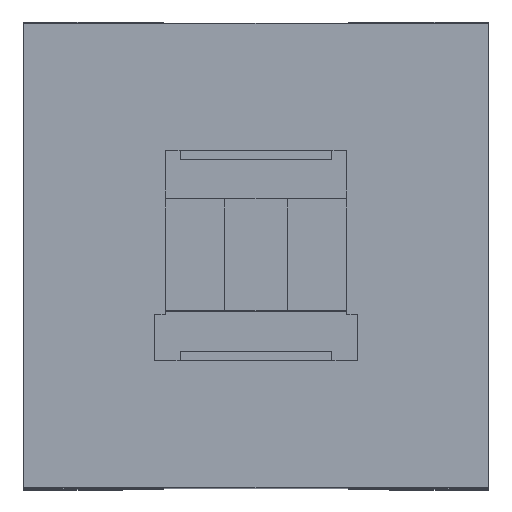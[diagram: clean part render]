
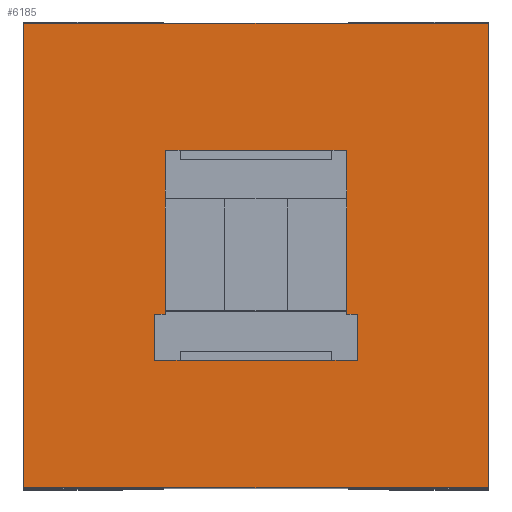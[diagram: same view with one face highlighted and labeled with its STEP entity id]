
A CAD part, top view. The second image highlights one B-rep face of the part: STEP entity #6185.
In plain terms, the highlighted planar face has unit normal (0, 0, 1).
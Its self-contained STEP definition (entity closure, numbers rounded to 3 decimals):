
#433=ORIENTED_EDGE('',*,*,#1706,.T.);
#434=ORIENTED_EDGE('',*,*,#1705,.T.);
#435=ORIENTED_EDGE('',*,*,#1707,.T.);
#436=ORIENTED_EDGE('',*,*,#1708,.T.);
#437=ORIENTED_EDGE('',*,*,#1700,.T.);
#438=ORIENTED_EDGE('',*,*,#1675,.T.);
#439=ORIENTED_EDGE('',*,*,#1709,.F.);
#440=ORIENTED_EDGE('',*,*,#1710,.F.);
#441=ORIENTED_EDGE('',*,*,#1637,.T.);
#442=ORIENTED_EDGE('',*,*,#1711,.T.);
#443=ORIENTED_EDGE('',*,*,#1712,.T.);
#444=ORIENTED_EDGE('',*,*,#1713,.T.);
#445=ORIENTED_EDGE('',*,*,#1714,.F.);
#446=ORIENTED_EDGE('',*,*,#1715,.F.);
#447=ORIENTED_EDGE('',*,*,#1716,.F.);
#448=ORIENTED_EDGE('',*,*,#1717,.F.);
#1637=EDGE_CURVE('',#2281,#2282,#2713,.T.);
#1675=EDGE_CURVE('',#2320,#2319,#2751,.T.);
#1700=EDGE_CURVE('',#2333,#2320,#2776,.T.);
#1705=EDGE_CURVE('',#2334,#2335,#2781,.T.);
#1706=EDGE_CURVE('',#2336,#2334,#2782,.T.);
#1707=EDGE_CURVE('',#2335,#2337,#2783,.T.);
#1708=EDGE_CURVE('',#2337,#2333,#2784,.T.);
#1709=EDGE_CURVE('',#2338,#2319,#2785,.T.);
#1710=EDGE_CURVE('',#2281,#2338,#2786,.T.);
#1711=EDGE_CURVE('',#2282,#2339,#2787,.T.);
#1712=EDGE_CURVE('',#2339,#2340,#2788,.T.);
#1713=EDGE_CURVE('',#2340,#2336,#2789,.T.);
#1714=EDGE_CURVE('',#2341,#2342,#2790,.T.);
#1715=EDGE_CURVE('',#2343,#2341,#2791,.T.);
#1716=EDGE_CURVE('',#2344,#2343,#2792,.T.);
#1717=EDGE_CURVE('',#2342,#2344,#2793,.T.);
#2281=VERTEX_POINT('',#7550);
#2282=VERTEX_POINT('',#7551);
#2319=VERTEX_POINT('',#7628);
#2320=VERTEX_POINT('',#7630);
#2333=VERTEX_POINT('',#7673);
#2334=VERTEX_POINT('',#7680);
#2335=VERTEX_POINT('',#7682);
#2336=VERTEX_POINT('',#7686);
#2337=VERTEX_POINT('',#7688);
#2338=VERTEX_POINT('',#7691);
#2339=VERTEX_POINT('',#7694);
#2340=VERTEX_POINT('',#7696);
#2341=VERTEX_POINT('',#7699);
#2342=VERTEX_POINT('',#7700);
#2343=VERTEX_POINT('',#7702);
#2344=VERTEX_POINT('',#7704);
#2713=LINE('',#7549,#3089);
#2751=LINE('',#7629,#3127);
#2776=LINE('',#7674,#3152);
#2781=LINE('',#7683,#3157);
#2782=LINE('',#7685,#3158);
#2783=LINE('',#7687,#3159);
#2784=LINE('',#7689,#3160);
#2785=LINE('',#7690,#3161);
#2786=LINE('',#7692,#3162);
#2787=LINE('',#7693,#3163);
#2788=LINE('',#7695,#3164);
#2789=LINE('',#7697,#3165);
#2790=LINE('',#7698,#3166);
#2791=LINE('',#7701,#3167);
#2792=LINE('',#7703,#3168);
#2793=LINE('',#7705,#3169);
#3089=VECTOR('',#6705,1000.);
#3127=VECTOR('',#6749,1000.);
#3152=VECTOR('',#6786,1000.);
#3157=VECTOR('',#6795,1000.);
#3158=VECTOR('',#6798,1000.);
#3159=VECTOR('',#6799,1000.);
#3160=VECTOR('',#6800,1000.);
#3161=VECTOR('',#6801,1000.);
#3162=VECTOR('',#6802,1000.);
#3163=VECTOR('',#6803,1000.);
#3164=VECTOR('',#6804,1000.);
#3165=VECTOR('',#6805,1000.);
#3166=VECTOR('',#6806,1000.);
#3167=VECTOR('',#6807,1000.);
#3168=VECTOR('',#6808,1000.);
#3169=VECTOR('',#6809,1000.);
#3477=EDGE_LOOP('',(#433,#434,#435,#436,#437,#438,#439,#440,#441,#442,#443,
#444));
#3478=EDGE_LOOP('',(#445,#446,#447,#448));
#3773=FACE_BOUND('',#3477,.T.);
#3774=FACE_BOUND('',#3478,.T.);
#4069=PLANE('',#6479);
#6185=ADVANCED_FACE('',(#3773,#3774),#4069,.F.);
#6479=AXIS2_PLACEMENT_3D('',#7684,#6796,#6797);
#6705=DIRECTION('',(1.,0.,0.));
#6749=DIRECTION('',(0.,1.,0.));
#6786=DIRECTION('',(-1.,0.,0.));
#6795=DIRECTION('',(0.,-1.,0.));
#6796=DIRECTION('',(0.,0.,-1.));
#6797=DIRECTION('',(-1.,0.,0.));
#6798=DIRECTION('',(1.,0.,0.));
#6799=DIRECTION('',(-1.,0.,0.));
#6800=DIRECTION('',(-1.,0.,0.));
#6801=DIRECTION('',(-1.,0.,0.));
#6802=DIRECTION('',(0.,-1.,0.));
#6803=DIRECTION('',(1.,0.,0.));
#6804=DIRECTION('',(1.,0.,0.));
#6805=DIRECTION('',(0.,-1.,0.));
#6806=DIRECTION('',(0.,1.,0.));
#6807=DIRECTION('',(-1.,0.,0.));
#6808=DIRECTION('',(0.,-1.,0.));
#6809=DIRECTION('',(1.,0.,0.));
#7549=CARTESIAN_POINT('',(-1.842,1.905,8.103));
#7550=CARTESIAN_POINT('',(-1.646,1.905,8.103));
#7551=CARTESIAN_POINT('',(-1.377,1.905,8.103));
#7628=CARTESIAN_POINT('',(-1.842,-1.074,8.103));
#7629=CARTESIAN_POINT('',(-1.842,-1.905,8.103));
#7630=CARTESIAN_POINT('',(-1.842,-1.905,8.103));
#7673=CARTESIAN_POINT('',(-1.377,-1.905,8.103));
#7674=CARTESIAN_POINT('',(1.842,-1.905,8.103));
#7680=CARTESIAN_POINT('',(1.842,-1.074,8.103));
#7682=CARTESIAN_POINT('',(1.842,-1.905,8.103));
#7683=CARTESIAN_POINT('',(1.842,1.905,8.103));
#7684=CARTESIAN_POINT('',(0.,0.,8.103));
#7685=CARTESIAN_POINT('',(1.646,-1.074,8.103));
#7686=CARTESIAN_POINT('',(1.646,-1.074,8.103));
#7687=CARTESIAN_POINT('',(1.842,-1.905,8.103));
#7688=CARTESIAN_POINT('',(1.377,-1.905,8.103));
#7689=CARTESIAN_POINT('',(0.,-1.905,8.103));
#7690=CARTESIAN_POINT('',(-1.646,-1.074,8.103));
#7691=CARTESIAN_POINT('',(-1.646,-1.074,8.103));
#7692=CARTESIAN_POINT('',(-1.646,1.905,8.103));
#7693=CARTESIAN_POINT('',(0.,1.905,8.103));
#7694=CARTESIAN_POINT('',(1.377,1.905,8.103));
#7695=CARTESIAN_POINT('',(-1.842,1.905,8.103));
#7696=CARTESIAN_POINT('',(1.646,1.905,8.103));
#7697=CARTESIAN_POINT('',(1.646,1.905,8.103));
#7698=CARTESIAN_POINT('',(-4.214,-4.242,8.103));
#7699=CARTESIAN_POINT('',(-4.214,-4.216,8.103));
#7700=CARTESIAN_POINT('',(-4.214,4.216,8.103));
#7701=CARTESIAN_POINT('',(4.216,-4.216,8.103));
#7702=CARTESIAN_POINT('',(4.214,-4.216,8.103));
#7703=CARTESIAN_POINT('',(4.214,4.216,8.103));
#7704=CARTESIAN_POINT('',(4.214,4.216,8.103));
#7705=CARTESIAN_POINT('',(-4.216,4.216,8.103));
